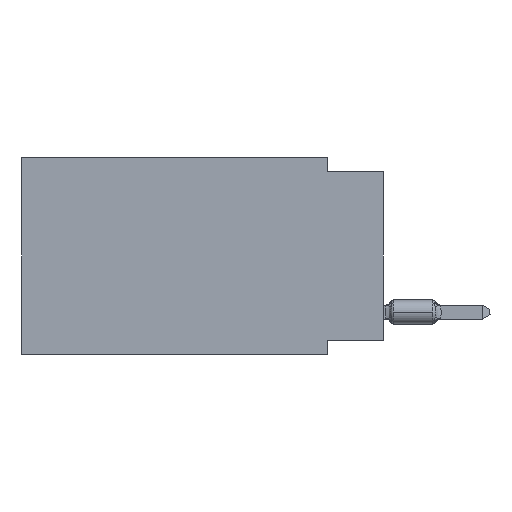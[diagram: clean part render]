
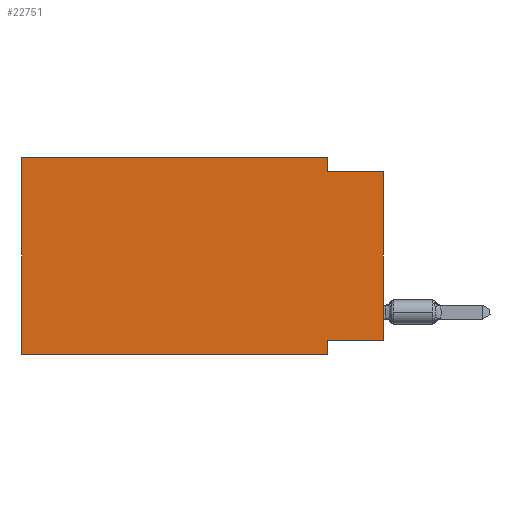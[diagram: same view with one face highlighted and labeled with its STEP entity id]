
A CAD part, left-side view. The second image highlights one B-rep face of the part: STEP entity #22751.
In plain terms, the highlighted planar face has unit normal (-1, 0, 0).
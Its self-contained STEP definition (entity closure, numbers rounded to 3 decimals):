
#214 = EDGE_CURVE ( 'NONE', #25485, #45080, #10556, .T. ) ;
#1314 = CARTESIAN_POINT ( 'NONE',  ( 0., 2.54, -8.255 ) ) ;
#1410 = VECTOR ( 'NONE', #45452, 1000. ) ;
#2002 = EDGE_CURVE ( 'NONE', #9637, #24664, #46610, .T. ) ;
#2560 = ORIENTED_EDGE ( 'NONE', *, *, #2002, .T. ) ;
#4512 = FACE_OUTER_BOUND ( 'NONE', #55325, .T. ) ;
#5082 = PLANE ( 'NONE',  #33146 ) ;
#8204 = CARTESIAN_POINT ( 'NONE',  ( 0., 2.54, -8.89 ) ) ;
#9489 = VECTOR ( 'NONE', #36325, 1000. ) ;
#9637 = VERTEX_POINT ( 'NONE', #54723 ) ;
#9664 = ORIENTED_EDGE ( 'NONE', *, *, #53217, .F. ) ;
#9975 = EDGE_CURVE ( 'NONE', #45080, #39222, #48595, .T. ) ;
#10169 = LINE ( 'NONE', #27813, #1410 ) ;
#10556 = LINE ( 'NONE', #50494, #26265 ) ;
#11059 = EDGE_CURVE ( 'NONE', #32428, #39222, #27869, .T. ) ;
#11967 = DIRECTION ( 'NONE',  ( 0., 0., -1. ) ) ;
#14023 = DIRECTION ( 'NONE',  ( 1., 0., 0. ) ) ;
#15589 = LINE ( 'NONE', #27763, #32804 ) ;
#16609 = VECTOR ( 'NONE', #11967, 1000. ) ;
#16850 = VECTOR ( 'NONE', #41195, 1000. ) ;
#17215 = ORIENTED_EDGE ( 'NONE', *, *, #214, .F. ) ;
#18996 = CARTESIAN_POINT ( 'NONE',  ( 0., 16.383, 0. ) ) ;
#22751 = ADVANCED_FACE ( 'NONE', ( #4512 ), #5082, .F. ) ;
#23428 = DIRECTION ( 'NONE',  ( 0., -1., 0. ) ) ;
#24010 = EDGE_CURVE ( 'NONE', #42055, #24664, #33663, .T. ) ;
#24664 = VERTEX_POINT ( 'NONE', #32052 ) ;
#25485 = VERTEX_POINT ( 'NONE', #45635 ) ;
#25677 = EDGE_CURVE ( 'NONE', #30291, #25485, #15589, .T. ) ;
#26265 = VECTOR ( 'NONE', #41235, 1000. ) ;
#26696 = CARTESIAN_POINT ( 'NONE',  ( 0., 0., -8.255 ) ) ;
#26938 = VECTOR ( 'NONE', #35257, 1000. ) ;
#27475 = CARTESIAN_POINT ( 'NONE',  ( 0., 0., -0.635 ) ) ;
#27763 = CARTESIAN_POINT ( 'NONE',  ( 0., 16.383, 0. ) ) ;
#27813 = CARTESIAN_POINT ( 'NONE',  ( 0., 0., -8.255 ) ) ;
#27869 = LINE ( 'NONE', #45515, #16850 ) ;
#28920 = ORIENTED_EDGE ( 'NONE', *, *, #25677, .F. ) ;
#30291 = VERTEX_POINT ( 'NONE', #48803 ) ;
#32052 = CARTESIAN_POINT ( 'NONE',  ( 0., 2.54, -8.89 ) ) ;
#32428 = VERTEX_POINT ( 'NONE', #26696 ) ;
#32804 = VECTOR ( 'NONE', #23428, 1000. ) ;
#33146 = AXIS2_PLACEMENT_3D ( 'NONE', #53691, #14023, #48489 ) ;
#33570 = CARTESIAN_POINT ( 'NONE',  ( 0., 16.383, -8.89 ) ) ;
#33663 = LINE ( 'NONE', #8204, #16609 ) ;
#33798 = VECTOR ( 'NONE', #50955, 1000. ) ;
#35257 = DIRECTION ( 'NONE',  ( 0., -1., 0. ) ) ;
#35710 = ORIENTED_EDGE ( 'NONE', *, *, #11059, .T. ) ;
#36325 = DIRECTION ( 'NONE',  ( 0., 0., 1. ) ) ;
#37234 = ORIENTED_EDGE ( 'NONE', *, *, #49450, .F. ) ;
#39222 = VERTEX_POINT ( 'NONE', #40711 ) ;
#40711 = CARTESIAN_POINT ( 'NONE',  ( 0., 0., -0.635 ) ) ;
#41109 = ORIENTED_EDGE ( 'NONE', *, *, #24010, .F. ) ;
#41195 = DIRECTION ( 'NONE',  ( 0., 0., 1. ) ) ;
#41235 = DIRECTION ( 'NONE',  ( 0., 0., -1. ) ) ;
#42055 = VERTEX_POINT ( 'NONE', #1314 ) ;
#45080 = VERTEX_POINT ( 'NONE', #49753 ) ;
#45452 = DIRECTION ( 'NONE',  ( 0., 1., 0. ) ) ;
#45515 = CARTESIAN_POINT ( 'NONE',  ( 0., 0., 0. ) ) ;
#45635 = CARTESIAN_POINT ( 'NONE',  ( 0., 2.54, 0. ) ) ;
#46610 = LINE ( 'NONE', #33570, #33798 ) ;
#48489 = DIRECTION ( 'NONE',  ( 0., 0., -1. ) ) ;
#48595 = LINE ( 'NONE', #27475, #26938 ) ;
#48803 = CARTESIAN_POINT ( 'NONE',  ( 0., 16.383, 0. ) ) ;
#49450 = EDGE_CURVE ( 'NONE', #32428, #42055, #10169, .T. ) ;
#49753 = CARTESIAN_POINT ( 'NONE',  ( 0., 2.54, -0.635 ) ) ;
#50494 = CARTESIAN_POINT ( 'NONE',  ( 0., 2.54, 0. ) ) ;
#50830 = ORIENTED_EDGE ( 'NONE', *, *, #9975, .F. ) ;
#50955 = DIRECTION ( 'NONE',  ( 0., -1., 0. ) ) ;
#53217 = EDGE_CURVE ( 'NONE', #9637, #30291, #54005, .T. ) ;
#53691 = CARTESIAN_POINT ( 'NONE',  ( 0., 16.383, 0. ) ) ;
#54005 = LINE ( 'NONE', #18996, #9489 ) ;
#54723 = CARTESIAN_POINT ( 'NONE',  ( 0., 16.383, -8.89 ) ) ;
#55325 = EDGE_LOOP ( 'NONE', ( #35710, #50830, #17215, #28920, #9664, #2560, #41109, #37234 ) ) ;
